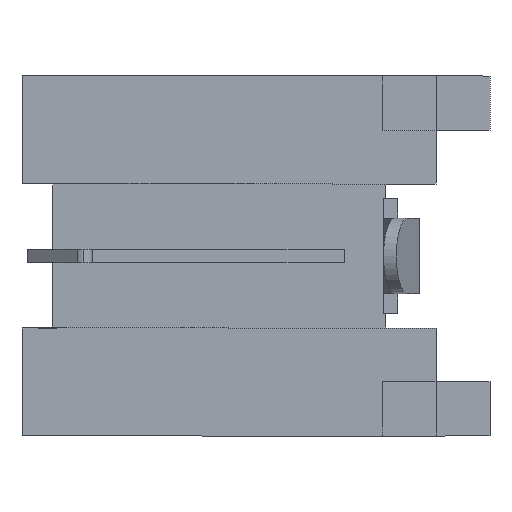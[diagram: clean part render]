
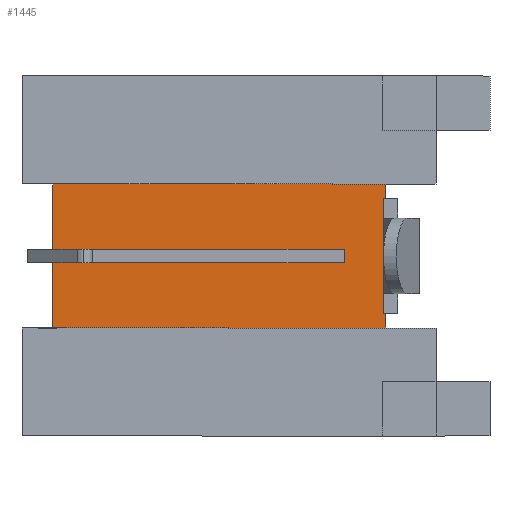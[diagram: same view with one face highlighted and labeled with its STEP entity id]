
A CAD part, left-side view. The second image highlights one B-rep face of the part: STEP entity #1445.
In plain terms, the highlighted planar face has unit normal (-1, 0, 0).
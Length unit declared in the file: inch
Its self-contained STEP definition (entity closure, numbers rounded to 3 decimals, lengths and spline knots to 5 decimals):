
#17 = DIRECTION ( 'NONE',  ( 0., 0., -1. ) ) ;
#31 = DIRECTION ( 'NONE',  ( 0., 0., 1. ) ) ;
#35 = CARTESIAN_POINT ( 'NONE',  ( 0.03937, 0.16339, 0.00738 ) ) ;
#56 = CARTESIAN_POINT ( 'NONE',  ( 0.03937, 0.16339, -0.07874 ) ) ;
#64 = DIRECTION ( 'NONE',  ( 0., 1., 0. ) ) ;
#131 = CARTESIAN_POINT ( 'NONE',  ( 0.03937, 0.16339, -0.06299 ) ) ;
#210 = EDGE_CURVE ( 'NONE', #2035, #1996, #1685, .T. ) ;
#283 = DIRECTION ( 'NONE',  ( 0., 0., -1. ) ) ;
#317 = DIRECTION ( 'NONE',  ( 0., 1., 0. ) ) ;
#353 = VECTOR ( 'NONE', #375, 39.37008 ) ;
#371 = ORIENTED_EDGE ( 'NONE', *, *, #2336, .T. ) ;
#375 = DIRECTION ( 'NONE',  ( 0., -1., 0. ) ) ;
#393 = AXIS2_PLACEMENT_3D ( 'NONE', #56, #1942, #864 ) ;
#484 = DIRECTION ( 'NONE',  ( 0., 1., 0. ) ) ;
#595 = CARTESIAN_POINT ( 'NONE',  ( 0.03937, -0.15554, -0.00738 ) ) ;
#650 = CARTESIAN_POINT ( 'NONE',  ( 0.03937, -0.15554, 0.00738 ) ) ;
#653 = LINE ( 'NONE', #2545, #1108 ) ;
#677 = CARTESIAN_POINT ( 'NONE',  ( 0.03937, -0.15554, -0.00738 ) ) ;
#689 = LINE ( 'NONE', #887, #1682 ) ;
#746 = ORIENTED_EDGE ( 'NONE', *, *, #2322, .F. ) ;
#769 = EDGE_CURVE ( 'NONE', #1639, #2425, #2194, .T. ) ;
#832 = ORIENTED_EDGE ( 'NONE', *, *, #210, .T. ) ;
#842 = CARTESIAN_POINT ( 'NONE',  ( 0.03937, -0.19851, -0.07874 ) ) ;
#843 = CARTESIAN_POINT ( 'NONE',  ( 0.03937, -0.19851, 0.06299 ) ) ;
#864 = DIRECTION ( 'NONE',  ( 0., 0., -1. ) ) ;
#881 = VECTOR ( 'NONE', #283, 39.37008 ) ;
#887 = CARTESIAN_POINT ( 'NONE',  ( 0.03937, 0.16339, 0.07874 ) ) ;
#1001 = LINE ( 'NONE', #1426, #353 ) ;
#1055 = VECTOR ( 'NONE', #484, 39.37008 ) ;
#1072 = ORIENTED_EDGE ( 'NONE', *, *, #1782, .T. ) ;
#1084 = EDGE_CURVE ( 'NONE', #2425, #1898, #2386, .T. ) ;
#1091 = CARTESIAN_POINT ( 'NONE',  ( 0.03937, -0.20079, -0.06299 ) ) ;
#1108 = VECTOR ( 'NONE', #31, 39.37008 ) ;
#1146 = VECTOR ( 'NONE', #1293, 39.37008 ) ;
#1158 = ORIENTED_EDGE ( 'NONE', *, *, #2448, .T. ) ;
#1227 = CARTESIAN_POINT ( 'NONE',  ( 0.03937, 0.16339, 0.07874 ) ) ;
#1229 = VERTEX_POINT ( 'NONE', #2674 ) ;
#1258 = DIRECTION ( 'NONE',  ( 0., 0., -1. ) ) ;
#1261 = CARTESIAN_POINT ( 'NONE',  ( 0.03937, -0.20079, 0.06299 ) ) ;
#1293 = DIRECTION ( 'NONE',  ( 0., 1., 0. ) ) ;
#1296 = CARTESIAN_POINT ( 'NONE',  ( 0.03937, -0.20079, -0.07874 ) ) ;
#1332 = EDGE_CURVE ( 'NONE', #1898, #1229, #2108, .T. ) ;
#1346 = CARTESIAN_POINT ( 'NONE',  ( 0.03937, 0.16339, -0.00738 ) ) ;
#1349 = ORIENTED_EDGE ( 'NONE', *, *, #2184, .F. ) ;
#1395 = EDGE_CURVE ( 'NONE', #1996, #2709, #689, .T. ) ;
#1402 = CARTESIAN_POINT ( 'NONE',  ( 0.03937, -0.20079, 0.07874 ) ) ;
#1416 = CARTESIAN_POINT ( 'NONE',  ( 0.03937, -0.19851, -0.06299 ) ) ;
#1426 = CARTESIAN_POINT ( 'NONE',  ( 0.03937, 0.16339, -0.07874 ) ) ;
#1445 = ADVANCED_FACE ( 'NONE', ( #1969 ), #2154, .F. ) ;
#1470 = CARTESIAN_POINT ( 'NONE',  ( 0.03937, 0.16339, 0.07874 ) ) ;
#1559 = DIRECTION ( 'NONE',  ( 0., 0., 1. ) ) ;
#1607 = ORIENTED_EDGE ( 'NONE', *, *, #769, .T. ) ;
#1628 = LINE ( 'NONE', #131, #2142 ) ;
#1639 = VERTEX_POINT ( 'NONE', #2683 ) ;
#1667 = VERTEX_POINT ( 'NONE', #843 ) ;
#1682 = VECTOR ( 'NONE', #17, 39.37008 ) ;
#1685 = LINE ( 'NONE', #1470, #2045 ) ;
#1736 = CARTESIAN_POINT ( 'NONE',  ( 0.03937, 0.16339, 0.06299 ) ) ;
#1764 = VERTEX_POINT ( 'NONE', #1296 ) ;
#1767 = VERTEX_POINT ( 'NONE', #1261 ) ;
#1780 = VECTOR ( 'NONE', #1559, 39.37008 ) ;
#1782 = EDGE_CURVE ( 'NONE', #1764, #2227, #653, .T. ) ;
#1877 = VECTOR ( 'NONE', #64, 39.37008 ) ;
#1898 = VERTEX_POINT ( 'NONE', #1346 ) ;
#1914 = ORIENTED_EDGE ( 'NONE', *, *, #2539, .F. ) ;
#1919 = ORIENTED_EDGE ( 'NONE', *, *, #1084, .T. ) ;
#1926 = VECTOR ( 'NONE', #2139, 39.37008 ) ;
#1942 = DIRECTION ( 'NONE',  ( 1., 0., 0. ) ) ;
#1956 = VECTOR ( 'NONE', #1258, 39.37008 ) ;
#1960 = ORIENTED_EDGE ( 'NONE', *, *, #1395, .T. ) ;
#1969 = FACE_OUTER_BOUND ( 'NONE', #2454, .T. ) ;
#1981 = LINE ( 'NONE', #1736, #1877 ) ;
#1996 = VERTEX_POINT ( 'NONE', #2274 ) ;
#2035 = VERTEX_POINT ( 'NONE', #1402 ) ;
#2045 = VECTOR ( 'NONE', #2323, 39.37008 ) ;
#2106 = LINE ( 'NONE', #842, #1926 ) ;
#2108 = LINE ( 'NONE', #1227, #1956 ) ;
#2111 = ORIENTED_EDGE ( 'NONE', *, *, #2371, .T. ) ;
#2139 = DIRECTION ( 'NONE',  ( 0., 0., -1. ) ) ;
#2142 = VECTOR ( 'NONE', #317, 39.37008 ) ;
#2154 = PLANE ( 'NONE',  #393 ) ;
#2164 = CARTESIAN_POINT ( 'NONE',  ( 0.03937, -0.20079, -0.07874 ) ) ;
#2177 = CARTESIAN_POINT ( 'NONE',  ( 0.03937, -0.15554, 0.00738 ) ) ;
#2184 = EDGE_CURVE ( 'NONE', #1639, #2709, #2555, .T. ) ;
#2194 = LINE ( 'NONE', #2177, #881 ) ;
#2227 = VERTEX_POINT ( 'NONE', #1091 ) ;
#2274 = CARTESIAN_POINT ( 'NONE',  ( 0.03937, 0.16339, 0.07874 ) ) ;
#2322 = EDGE_CURVE ( 'NONE', #1767, #1667, #1981, .T. ) ;
#2323 = DIRECTION ( 'NONE',  ( 0., 1., 0. ) ) ;
#2336 = EDGE_CURVE ( 'NONE', #1767, #2035, #2615, .T. ) ;
#2371 = EDGE_CURVE ( 'NONE', #2227, #2439, #1628, .T. ) ;
#2386 = LINE ( 'NONE', #677, #1055 ) ;
#2425 = VERTEX_POINT ( 'NONE', #595 ) ;
#2439 = VERTEX_POINT ( 'NONE', #1416 ) ;
#2448 = EDGE_CURVE ( 'NONE', #1229, #1764, #1001, .T. ) ;
#2454 = EDGE_LOOP ( 'NONE', ( #1914, #746, #371, #832, #1960, #1349, #1607, #1919, #2718, #1158, #1072, #2111 ) ) ;
#2539 = EDGE_CURVE ( 'NONE', #1667, #2439, #2106, .T. ) ;
#2545 = CARTESIAN_POINT ( 'NONE',  ( 0.03937, -0.20079, -0.07874 ) ) ;
#2555 = LINE ( 'NONE', #650, #1146 ) ;
#2615 = LINE ( 'NONE', #2164, #1780 ) ;
#2674 = CARTESIAN_POINT ( 'NONE',  ( 0.03937, 0.16339, -0.07874 ) ) ;
#2683 = CARTESIAN_POINT ( 'NONE',  ( 0.03937, -0.15554, 0.00738 ) ) ;
#2709 = VERTEX_POINT ( 'NONE', #35 ) ;
#2718 = ORIENTED_EDGE ( 'NONE', *, *, #1332, .T. ) ;
